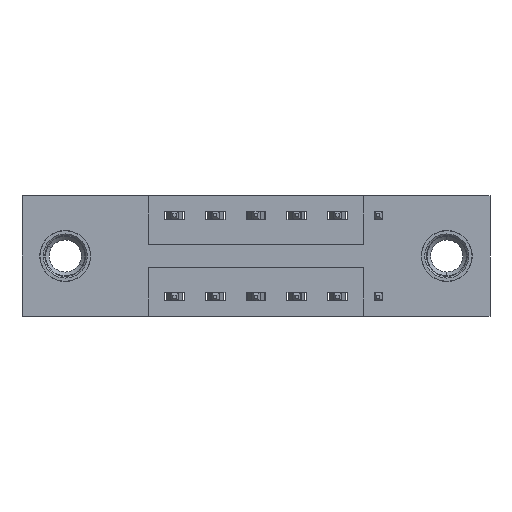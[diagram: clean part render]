
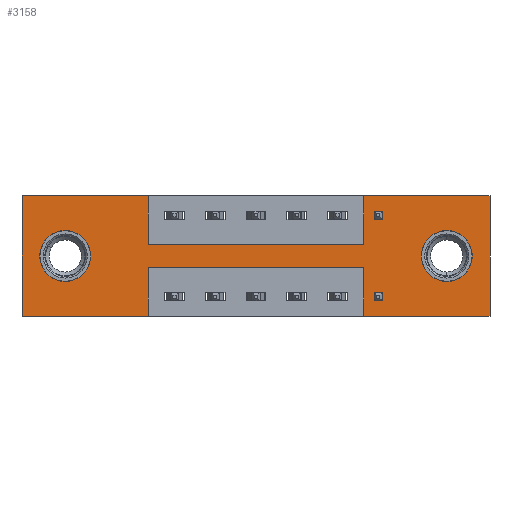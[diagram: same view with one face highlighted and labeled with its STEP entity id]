
A CAD part, front view. The second image highlights one B-rep face of the part: STEP entity #3158.
In plain terms, the highlighted planar face has unit normal (0, -1, 0).
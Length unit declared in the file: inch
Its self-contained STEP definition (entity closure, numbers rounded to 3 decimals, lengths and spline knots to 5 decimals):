
#198 = AXIS2_PLACEMENT_3D ( 'NONE', #3873, #8725, #2879 ) ;
#220 = VECTOR ( 'NONE', #5502, 39.37008 ) ;
#225 = DIRECTION ( 'NONE',  ( 0., 0., 1. ) ) ;
#246 = FACE_BOUND ( 'NONE', #1411, .T. ) ;
#313 = VECTOR ( 'NONE', #7857, 39.37008 ) ;
#336 = DIRECTION ( 'NONE',  ( 0., 0., -1. ) ) ;
#554 = EDGE_CURVE ( 'NONE', #1266, #8808, #688, .T. ) ;
#687 = DIRECTION ( 'NONE',  ( 0., 0., -1. ) ) ;
#688 = LINE ( 'NONE', #2262, #1283 ) ;
#728 = DIRECTION ( 'NONE',  ( 0., 1., 0. ) ) ;
#759 = VECTOR ( 'NONE', #5075, 39.37008 ) ;
#771 = EDGE_CURVE ( 'NONE', #5617, #953, #8236, .T. ) ;
#877 = LINE ( 'NONE', #5173, #3991 ) ;
#919 = DIRECTION ( 'NONE',  ( 1., 0., 0. ) ) ;
#953 = VERTEX_POINT ( 'NONE', #3181 ) ;
#1116 = ORIENTED_EDGE ( 'NONE', *, *, #5812, .F. ) ;
#1163 = AXIS2_PLACEMENT_3D ( 'NONE', #4811, #3978, #6929 ) ;
#1248 = CARTESIAN_POINT ( 'NONE',  ( 0.1325, 0., -0.107 ) ) ;
#1266 = VERTEX_POINT ( 'NONE', #5665 ) ;
#1269 = DIRECTION ( 'NONE',  ( -1., 0., 0. ) ) ;
#1276 = LINE ( 'NONE', #4350, #8810 ) ;
#1283 = VECTOR ( 'NONE', #3607, 39.37008 ) ;
#1400 = EDGE_LOOP ( 'NONE', ( #7279, #4070, #1116, #2771, #3309, #4470, #1557, #3848, #3863, #2866, #4894, #4306 ) ) ;
#1411 = EDGE_LOOP ( 'NONE', ( #1564, #2489 ) ) ;
#1557 = ORIENTED_EDGE ( 'NONE', *, *, #771, .F. ) ;
#1564 = ORIENTED_EDGE ( 'NONE', *, *, #9196, .T. ) ;
#1577 = CARTESIAN_POINT ( 'NONE',  ( 0.3875, 0., 0. ) ) ;
#1764 = DIRECTION ( 'NONE',  ( 0., -1., 0. ) ) ;
#1886 = CARTESIAN_POINT ( 'NONE',  ( 0., 0., 0. ) ) ;
#1951 = EDGE_CURVE ( 'NONE', #8944, #6489, #4941, .T. ) ;
#2072 = DIRECTION ( 'NONE',  ( 0., 1., 0. ) ) ;
#2262 = CARTESIAN_POINT ( 'NONE',  ( 0.3875, 0., -0.22 ) ) ;
#2413 = VERTEX_POINT ( 'NONE', #8637 ) ;
#2483 = EDGE_CURVE ( 'NONE', #2634, #5178, #9472, .T. ) ;
#2489 = ORIENTED_EDGE ( 'NONE', *, *, #6621, .T. ) ;
#2505 = AXIS2_PLACEMENT_3D ( 'NONE', #5601, #2072, #4881 ) ;
#2553 = EDGE_CURVE ( 'NONE', #953, #6964, #877, .T. ) ;
#2572 = PLANE ( 'NONE',  #6782 ) ;
#2634 = VERTEX_POINT ( 'NONE', #1577 ) ;
#2737 = CARTESIAN_POINT ( 'NONE',  ( 0.3875, 0., -0.37 ) ) ;
#2771 = ORIENTED_EDGE ( 'NONE', *, *, #7318, .F. ) ;
#2866 = ORIENTED_EDGE ( 'NONE', *, *, #6881, .F. ) ;
#2879 = DIRECTION ( 'NONE',  ( 0., 0., -1. ) ) ;
#2990 = VERTEX_POINT ( 'NONE', #1248 ) ;
#3148 = EDGE_CURVE ( 'NONE', #2990, #5865, #7747, .T. ) ;
#3158 = ADVANCED_FACE ( 'NONE', ( #246, #3313, #8310 ), #2572, .T. ) ;
#3181 = CARTESIAN_POINT ( 'NONE',  ( 1.0475, 0., 0. ) ) ;
#3309 = ORIENTED_EDGE ( 'NONE', *, *, #3985, .F. ) ;
#3313 = FACE_BOUND ( 'NONE', #5471, .T. ) ;
#3368 = CARTESIAN_POINT ( 'NONE',  ( 0., 0., -0.37 ) ) ;
#3459 = CARTESIAN_POINT ( 'NONE',  ( 1.0475, 0., -0.37 ) ) ;
#3487 = VERTEX_POINT ( 'NONE', #6531 ) ;
#3607 = DIRECTION ( 'NONE',  ( -1., 0., 0. ) ) ;
#3636 = VERTEX_POINT ( 'NONE', #5604 ) ;
#3807 = EDGE_CURVE ( 'NONE', #8808, #8944, #4243, .T. ) ;
#3848 = ORIENTED_EDGE ( 'NONE', *, *, #9475, .F. ) ;
#3863 = ORIENTED_EDGE ( 'NONE', *, *, #2483, .F. ) ;
#3873 = CARTESIAN_POINT ( 'NONE',  ( 1.3025, 0., -0.185 ) ) ;
#3891 = CIRCLE ( 'NONE', #2505, 0.078 ) ;
#3978 = DIRECTION ( 'NONE',  ( 0., 1., 0. ) ) ;
#3985 = EDGE_CURVE ( 'NONE', #6964, #2413, #3989, .T. ) ;
#3989 = LINE ( 'NONE', #4687, #7525 ) ;
#3991 = VECTOR ( 'NONE', #919, 39.37008 ) ;
#4070 = ORIENTED_EDGE ( 'NONE', *, *, #554, .F. ) ;
#4243 = LINE ( 'NONE', #7278, #313 ) ;
#4306 = ORIENTED_EDGE ( 'NONE', *, *, #1951, .F. ) ;
#4350 = CARTESIAN_POINT ( 'NONE',  ( 0., 0., 0. ) ) ;
#4470 = ORIENTED_EDGE ( 'NONE', *, *, #2553, .F. ) ;
#4534 = AXIS2_PLACEMENT_3D ( 'NONE', #4968, #728, #5824 ) ;
#4687 = CARTESIAN_POINT ( 'NONE',  ( 1.435, 0., 0. ) ) ;
#4811 = CARTESIAN_POINT ( 'NONE',  ( 0.1325, 0., -0.185 ) ) ;
#4881 = DIRECTION ( 'NONE',  ( 0., 0., 1. ) ) ;
#4894 = ORIENTED_EDGE ( 'NONE', *, *, #7263, .F. ) ;
#4941 = LINE ( 'NONE', #9375, #759 ) ;
#4961 = CIRCLE ( 'NONE', #198, 0.078 ) ;
#4968 = CARTESIAN_POINT ( 'NONE',  ( 1.3025, 0., -0.185 ) ) ;
#5075 = DIRECTION ( 'NONE',  ( -1., 0., 0. ) ) ;
#5173 = CARTESIAN_POINT ( 'NONE',  ( 0., 0., 0. ) ) ;
#5178 = VERTEX_POINT ( 'NONE', #7834 ) ;
#5385 = VECTOR ( 'NONE', #687, 39.37008 ) ;
#5428 = CARTESIAN_POINT ( 'NONE',  ( 1.0475, 0., -0.37 ) ) ;
#5436 = VECTOR ( 'NONE', #1269, 39.37008 ) ;
#5471 = EDGE_LOOP ( 'NONE', ( #7338, #7539 ) ) ;
#5502 = DIRECTION ( 'NONE',  ( 1., 0., 0. ) ) ;
#5601 = CARTESIAN_POINT ( 'NONE',  ( 0.1325, 0., -0.185 ) ) ;
#5604 = CARTESIAN_POINT ( 'NONE',  ( 0., 0., 0. ) ) ;
#5617 = VERTEX_POINT ( 'NONE', #7392 ) ;
#5665 = CARTESIAN_POINT ( 'NONE',  ( 1.0475, 0., -0.22 ) ) ;
#5812 = EDGE_CURVE ( 'NONE', #9179, #1266, #9181, .T. ) ;
#5824 = DIRECTION ( 'NONE',  ( 0., 0., -1. ) ) ;
#5839 = CARTESIAN_POINT ( 'NONE',  ( 1.3025, 0., -0.107 ) ) ;
#5865 = VERTEX_POINT ( 'NONE', #6952 ) ;
#6069 = VERTEX_POINT ( 'NONE', #5839 ) ;
#6249 = CARTESIAN_POINT ( 'NONE',  ( 0., 0., -0.37 ) ) ;
#6348 = VECTOR ( 'NONE', #225, 39.37008 ) ;
#6384 = CARTESIAN_POINT ( 'NONE',  ( 1.435, 0., 0. ) ) ;
#6489 = VERTEX_POINT ( 'NONE', #3368 ) ;
#6531 = CARTESIAN_POINT ( 'NONE',  ( 1.3025, 0., -0.263 ) ) ;
#6621 = EDGE_CURVE ( 'NONE', #3487, #6069, #4961, .T. ) ;
#6782 = AXIS2_PLACEMENT_3D ( 'NONE', #6249, #1764, #336 ) ;
#6881 = EDGE_CURVE ( 'NONE', #3636, #2634, #1276, .T. ) ;
#6892 = DIRECTION ( 'NONE',  ( 0., 0., -1. ) ) ;
#6929 = DIRECTION ( 'NONE',  ( 0., 0., 1. ) ) ;
#6952 = CARTESIAN_POINT ( 'NONE',  ( 0.1325, 0., -0.263 ) ) ;
#6964 = VERTEX_POINT ( 'NONE', #6384 ) ;
#7001 = VECTOR ( 'NONE', #7475, 39.37008 ) ;
#7146 = LINE ( 'NONE', #8737, #5436 ) ;
#7263 = EDGE_CURVE ( 'NONE', #6489, #3636, #7529, .T. ) ;
#7276 = CARTESIAN_POINT ( 'NONE',  ( 0.3875, 0., 0. ) ) ;
#7278 = CARTESIAN_POINT ( 'NONE',  ( 0.3875, 0., -0.37 ) ) ;
#7279 = ORIENTED_EDGE ( 'NONE', *, *, #3807, .F. ) ;
#7318 = EDGE_CURVE ( 'NONE', #2413, #9179, #7146, .T. ) ;
#7338 = ORIENTED_EDGE ( 'NONE', *, *, #3148, .T. ) ;
#7392 = CARTESIAN_POINT ( 'NONE',  ( 1.0475, 0., -0.15 ) ) ;
#7475 = DIRECTION ( 'NONE',  ( 0., 0., 1. ) ) ;
#7525 = VECTOR ( 'NONE', #6892, 39.37008 ) ;
#7528 = DIRECTION ( 'NONE',  ( 0., 0., 1. ) ) ;
#7529 = LINE ( 'NONE', #1886, #6348 ) ;
#7539 = ORIENTED_EDGE ( 'NONE', *, *, #7760, .T. ) ;
#7715 = CARTESIAN_POINT ( 'NONE',  ( 0.3875, 0., -0.22 ) ) ;
#7747 = CIRCLE ( 'NONE', #1163, 0.078 ) ;
#7760 = EDGE_CURVE ( 'NONE', #5865, #2990, #3891, .T. ) ;
#7794 = LINE ( 'NONE', #9104, #220 ) ;
#7834 = CARTESIAN_POINT ( 'NONE',  ( 0.3875, 0., -0.15 ) ) ;
#7857 = DIRECTION ( 'NONE',  ( 0., 0., -1. ) ) ;
#7925 = DIRECTION ( 'NONE',  ( 1., 0., 0. ) ) ;
#8163 = VECTOR ( 'NONE', #7528, 39.37008 ) ;
#8236 = LINE ( 'NONE', #8971, #7001 ) ;
#8310 = FACE_OUTER_BOUND ( 'NONE', #1400, .T. ) ;
#8637 = CARTESIAN_POINT ( 'NONE',  ( 1.435, 0., -0.37 ) ) ;
#8688 = CIRCLE ( 'NONE', #4534, 0.078 ) ;
#8725 = DIRECTION ( 'NONE',  ( 0., 1., 0. ) ) ;
#8737 = CARTESIAN_POINT ( 'NONE',  ( 0., 0., -0.37 ) ) ;
#8808 = VERTEX_POINT ( 'NONE', #7715 ) ;
#8810 = VECTOR ( 'NONE', #7925, 39.37008 ) ;
#8944 = VERTEX_POINT ( 'NONE', #2737 ) ;
#8971 = CARTESIAN_POINT ( 'NONE',  ( 1.0475, 0., 0. ) ) ;
#9104 = CARTESIAN_POINT ( 'NONE',  ( 0.3875, 0., -0.15 ) ) ;
#9179 = VERTEX_POINT ( 'NONE', #3459 ) ;
#9181 = LINE ( 'NONE', #5428, #8163 ) ;
#9196 = EDGE_CURVE ( 'NONE', #6069, #3487, #8688, .T. ) ;
#9375 = CARTESIAN_POINT ( 'NONE',  ( 0., 0., -0.37 ) ) ;
#9472 = LINE ( 'NONE', #7276, #5385 ) ;
#9475 = EDGE_CURVE ( 'NONE', #5178, #5617, #7794, .T. ) ;
